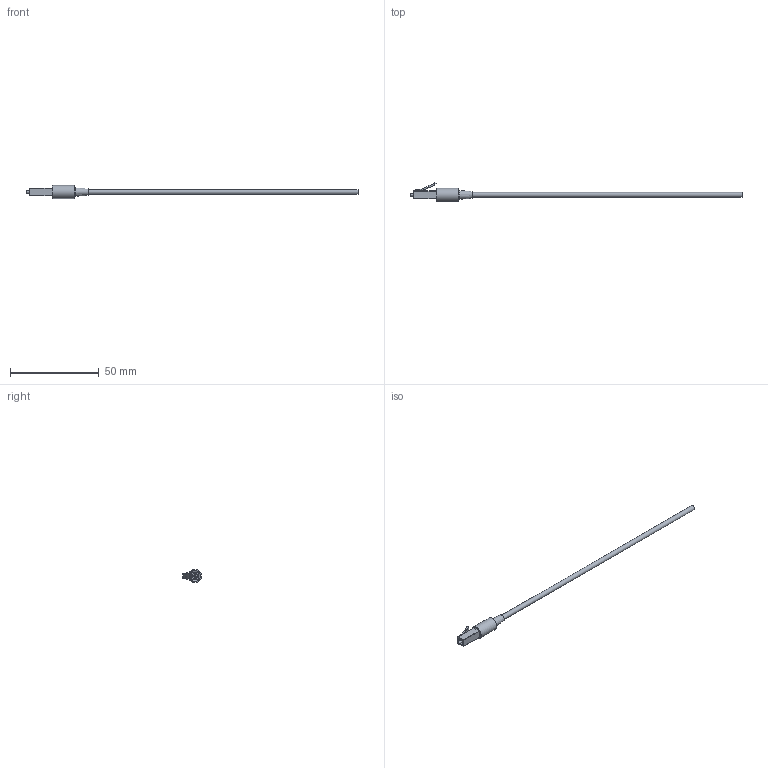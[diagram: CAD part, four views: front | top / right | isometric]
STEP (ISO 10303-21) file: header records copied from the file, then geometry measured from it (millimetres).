
FILE_DESCRIPTION (( 'STEP AP214' ), '1' );
FILE_NAME ('FPT9SNG-LC-12PK.STEP', '2018-01-16T20:21:24', ( '' ), ( '' ), 'SwSTEP 2.0', 'SolidWorks 2014', '' );
FILE_SCHEMA (( 'AUTOMOTIVE_DESIGN' ));
Length unit declared in the file: inch
Products named in the file (5): 1AY07-039; 1AL06-096; FPT9SNG-LC-12PK; CONN-LC3-020-1-MA2_WITHOUT SHARK FIN; CONN-LC3-020-1_900u BOOT
Assembly tree (4 placements, depth 3):
  FPT9SNG-LC-12PK
    1AL06-096
    CONN-LC3-020-1_900u BOOT
      CONN-LC3-020-1-MA2_WITHOUT SHARK FIN
      1AY07-039
Bounding box: 187.45 x 10.63 x 7.37 mm (x, y, z)
Volume: 1404.4 mm3; surface area: 2670.1 mm2
Topology: 3 solids, 3 shells, 74 faces, 164 edges, 98 vertices
Faces by surface type: plane 39, cylinder 18, cone 9, sphere 4, torus 4
Full cylindrical faces by diameter (mm): 1.27 x1, 2.017 x1, 2.794 x1, 3.048 x5, 6.35 x1, 7.366 x1
Entity records: 2112 total; most frequent: DIRECTION 345, CARTESIAN_POINT 311, ORIENTED_EDGE 268, EDGE_CURVE 134, AXIS2_PLACEMENT_3D 129, EDGE_LOOP 105, VERTEX_POINT 95, FACE_OUTER_BOUND 88
